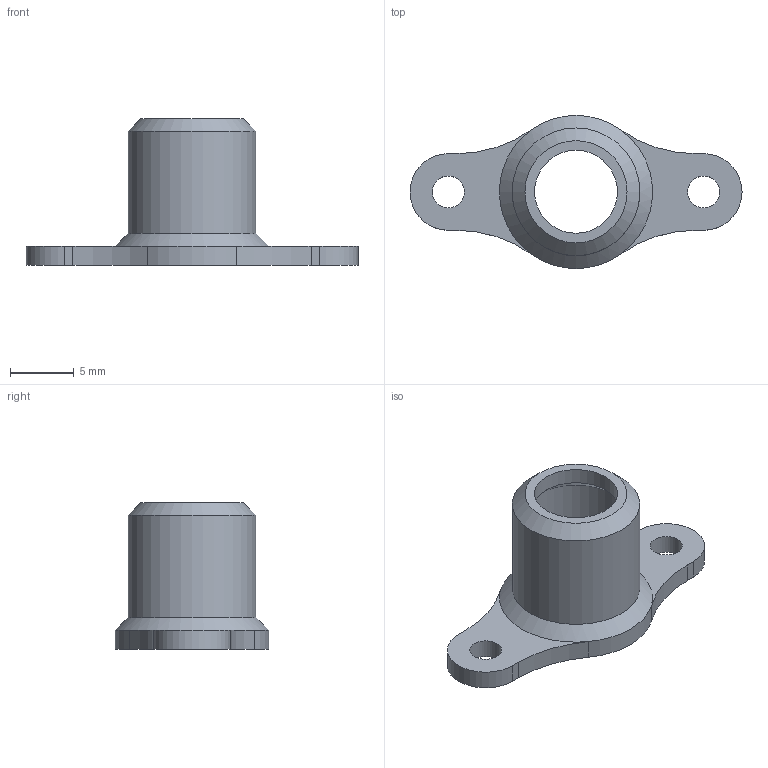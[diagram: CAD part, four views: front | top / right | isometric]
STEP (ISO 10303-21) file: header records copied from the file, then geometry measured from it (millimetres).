
FILE_DESCRIPTION(('STEP AP242'), '1');
FILE_NAME('Êðåïåæ ðåçèíêè ðîòîðíàÿ ìóôòà', '', ('UNSPECIFIED'), ('UNSPECIFIED'), 'C3D Converter', 'C3D Toolkit', '');
FILE_SCHEMA(('AP242_MANAGED_MODEL_BASED_3D_ENGINEERING_MIM_LF { 1 0 10303 442 1 1 4 }'));
Length unit declared in the file: millimetre
Bounding box: 26 x 12 x 11.5 mm (x, y, z)
Volume: 521.5 mm3; surface area: 976.7 mm2
Topology: 1 solids, 1 shells, 24 faces, 58 edges, 36 vertices
Faces by surface type: cylinder 13, plane 8, cone 3
Full cylindrical faces by diameter (mm): 2.5 x2, 6.5 x1, 8 x1, 10 x1
Entity records: 907 total; most frequent: DIRECTION 130, CARTESIAN_POINT 111, ORIENTED_EDGE 100, AXIS2_PLACEMENT_3D 55, EDGE_CURVE 50, EDGE_LOOP 38, VERTEX_POINT 36, CIRCLE 30
